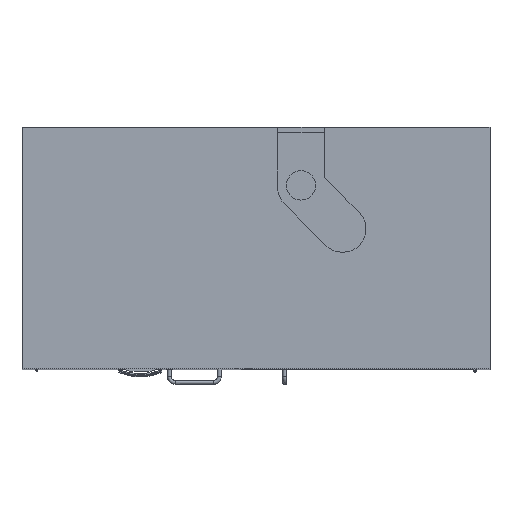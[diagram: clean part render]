
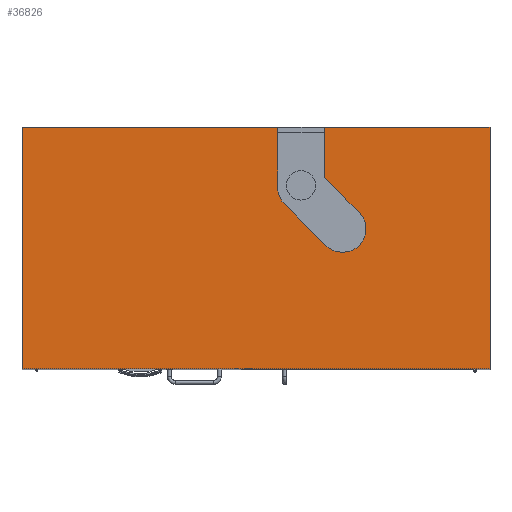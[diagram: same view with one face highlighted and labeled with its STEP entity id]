
A CAD part, top view. The second image highlights one B-rep face of the part: STEP entity #36826.
In plain terms, the highlighted planar face has unit normal (0, 0, 1).
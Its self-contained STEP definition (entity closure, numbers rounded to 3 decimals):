
#1738=LINE('',#50083,#5481);
#1739=LINE('',#50087,#5482);
#1740=LINE('',#50091,#5483);
#1741=LINE('',#50095,#5484);
#1742=LINE('',#50097,#5485);
#1743=LINE('',#50099,#5486);
#1744=LINE('',#50101,#5487);
#1745=LINE('',#50103,#5488);
#1746=LINE('',#50104,#5489);
#5481=VECTOR('',#41792,10.);
#5482=VECTOR('',#41795,10.);
#5483=VECTOR('',#41798,10.);
#5484=VECTOR('',#41801,10.);
#5485=VECTOR('',#41802,10.);
#5486=VECTOR('',#41803,10.);
#5487=VECTOR('',#41804,10.);
#5488=VECTOR('',#41805,10.);
#5489=VECTOR('',#41806,10.);
#9029=PLANE('',#39058);
#10936=FACE_OUTER_BOUND('',#13012,.T.);
#13012=EDGE_LOOP('',(#24935,#24936,#24937,#24938,#24939,#24940,#24941,#24942,
#24943,#24944,#24945,#24946));
#15469=CIRCLE('',#39059,10.);
#15470=CIRCLE('',#39060,60.);
#15471=CIRCLE('',#39061,60.);
#16085=VERTEX_POINT('',#50081);
#16086=VERTEX_POINT('',#50082);
#16087=VERTEX_POINT('',#50084);
#16088=VERTEX_POINT('',#50086);
#16089=VERTEX_POINT('',#50088);
#16090=VERTEX_POINT('',#50090);
#16091=VERTEX_POINT('',#50092);
#16092=VERTEX_POINT('',#50094);
#16093=VERTEX_POINT('',#50096);
#16094=VERTEX_POINT('',#50098);
#16095=VERTEX_POINT('',#50100);
#16096=VERTEX_POINT('',#50102);
#19597=EDGE_CURVE('',#16085,#16086,#1738,.T.);
#19598=EDGE_CURVE('',#16086,#16087,#15469,.T.);
#19599=EDGE_CURVE('',#16087,#16088,#1739,.T.);
#19600=EDGE_CURVE('',#16088,#16089,#15470,.T.);
#19601=EDGE_CURVE('',#16089,#16090,#1740,.T.);
#19602=EDGE_CURVE('',#16090,#16091,#15471,.T.);
#19603=EDGE_CURVE('',#16091,#16092,#1741,.T.);
#19604=EDGE_CURVE('',#16092,#16093,#1742,.T.);
#19605=EDGE_CURVE('',#16093,#16094,#1743,.T.);
#19606=EDGE_CURVE('',#16094,#16095,#1744,.T.);
#19607=EDGE_CURVE('',#16095,#16096,#1745,.T.);
#19608=EDGE_CURVE('',#16096,#16085,#1746,.T.);
#24935=ORIENTED_EDGE('',*,*,#19597,.T.);
#24936=ORIENTED_EDGE('',*,*,#19598,.T.);
#24937=ORIENTED_EDGE('',*,*,#19599,.T.);
#24938=ORIENTED_EDGE('',*,*,#19600,.T.);
#24939=ORIENTED_EDGE('',*,*,#19601,.T.);
#24940=ORIENTED_EDGE('',*,*,#19602,.T.);
#24941=ORIENTED_EDGE('',*,*,#19603,.T.);
#24942=ORIENTED_EDGE('',*,*,#19604,.T.);
#24943=ORIENTED_EDGE('',*,*,#19605,.T.);
#24944=ORIENTED_EDGE('',*,*,#19606,.T.);
#24945=ORIENTED_EDGE('',*,*,#19607,.T.);
#24946=ORIENTED_EDGE('',*,*,#19608,.T.);
#36826=ADVANCED_FACE('',(#10936),#9029,.T.);
#39058=AXIS2_PLACEMENT_3D('',#50080,#41790,#41791);
#39059=AXIS2_PLACEMENT_3D('',#50085,#41793,#41794);
#39060=AXIS2_PLACEMENT_3D('',#50089,#41796,#41797);
#39061=AXIS2_PLACEMENT_3D('',#50093,#41799,#41800);
#41790=DIRECTION('center_axis',(0.,0.,1.));
#41791=DIRECTION('ref_axis',(1.,0.,0.));
#41792=DIRECTION('',(0.,-1.,0.));
#41793=DIRECTION('center_axis',(0.,0.,1.));
#41794=DIRECTION('ref_axis',(1.,0.,0.));
#41795=DIRECTION('',(0.707,-0.707,0.));
#41796=DIRECTION('center_axis',(0.,0.,-1.));
#41797=DIRECTION('ref_axis',(-0.707,-0.707,0.));
#41798=DIRECTION('',(-0.707,0.707,0.));
#41799=DIRECTION('center_axis',(0.,0.,-1.));
#41800=DIRECTION('ref_axis',(-1.,0.,0.));
#41801=DIRECTION('',(0.,1.,0.));
#41802=DIRECTION('',(-1.,0.,0.));
#41803=DIRECTION('',(0.,-1.,0.));
#41804=DIRECTION('',(1.,0.,0.));
#41805=DIRECTION('',(0.,1.,0.));
#41806=DIRECTION('',(-1.,0.,0.));
#50080=CARTESIAN_POINT('Origin',(0.,0.,
984.));
#50081=CARTESIAN_POINT('',(175.,308.25,984.));
#50082=CARTESIAN_POINT('',(175.,184.245,984.));
#50083=CARTESIAN_POINT('',(175.,147.25,984.));
#50084=CARTESIAN_POINT('',(177.929,177.174,984.));
#50085=CARTESIAN_POINT('Origin',(185.,184.245,984.));
#50086=CARTESIAN_POINT('',(263.676,91.426,984.));
#50087=CARTESIAN_POINT('',(177.74,177.363,984.));
#50088=CARTESIAN_POINT('',(178.824,6.574,984.));
#50089=CARTESIAN_POINT('Origin',(221.25,49.,984.));
#50090=CARTESIAN_POINT('',(72.574,112.824,984.));
#50091=CARTESIAN_POINT('',(135.761,49.636,984.));
#50092=CARTESIAN_POINT('',(55.,155.25,984.));
#50093=CARTESIAN_POINT('Origin',(115.,155.25,984.));
#50094=CARTESIAN_POINT('',(55.,308.25,984.));
#50095=CARTESIAN_POINT('',(55.,147.25,984.));
#50096=CARTESIAN_POINT('',(-598.25,308.25,984.));
#50097=CARTESIAN_POINT('',(598.25,308.25,984.));
#50098=CARTESIAN_POINT('',(-598.25,-308.25,984.));
#50099=CARTESIAN_POINT('',(-598.25,308.25,984.));
#50100=CARTESIAN_POINT('',(598.25,-308.25,984.));
#50101=CARTESIAN_POINT('',(-598.25,-308.25,984.));
#50102=CARTESIAN_POINT('',(598.25,308.25,984.));
#50103=CARTESIAN_POINT('',(598.25,-308.25,984.));
#50104=CARTESIAN_POINT('',(598.25,308.25,984.));
